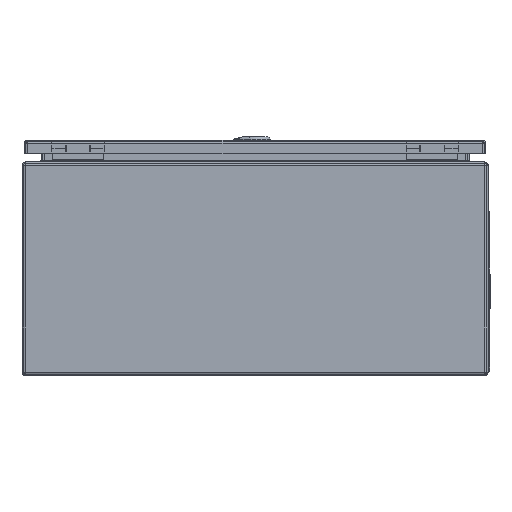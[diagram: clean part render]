
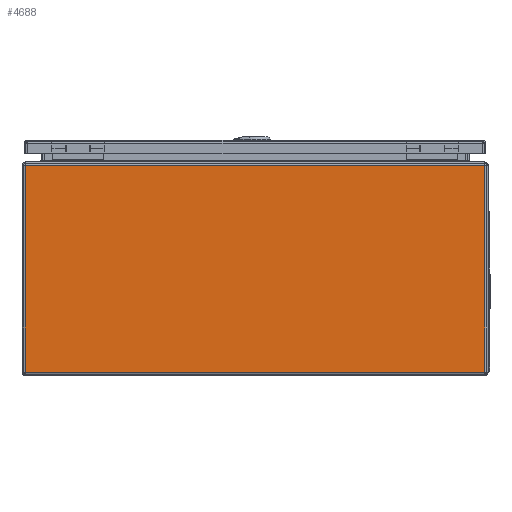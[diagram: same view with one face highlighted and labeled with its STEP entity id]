
A CAD part, left-side view. The second image highlights one B-rep face of the part: STEP entity #4688.
In plain terms, the highlighted planar face has unit normal (-1, 0, 0).
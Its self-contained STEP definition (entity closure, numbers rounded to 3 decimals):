
#4688=ADVANCED_FACE('',(#6070),#5665,.T.);
#5665=PLANE('',#19448);
#6070=FACE_OUTER_BOUND('',#6897,.T.);
#6897=EDGE_LOOP('',(#8415,#8416,#8417,#8418));
#8415=ORIENTED_EDGE('',*,*,#14812,.T.);
#8416=ORIENTED_EDGE('',*,*,#14813,.T.);
#8417=ORIENTED_EDGE('',*,*,#14814,.T.);
#8418=ORIENTED_EDGE('',*,*,#14815,.T.);
#13181=VERTEX_POINT('',#26438);
#13182=VERTEX_POINT('',#26439);
#13183=VERTEX_POINT('',#26441);
#13184=VERTEX_POINT('',#26443);
#14812=EDGE_CURVE('',#13181,#13182,#17158,.T.);
#14813=EDGE_CURVE('',#13182,#13183,#17159,.T.);
#14814=EDGE_CURVE('',#13183,#13184,#17160,.T.);
#14815=EDGE_CURVE('',#13184,#13181,#17161,.T.);
#17158=LINE('',#26437,#18308);
#17159=LINE('',#26440,#18309);
#17160=LINE('',#26442,#18310);
#17161=LINE('',#26444,#18311);
#18308=VECTOR('',#21492,1.);
#18309=VECTOR('',#21493,1.);
#18310=VECTOR('',#21494,1.);
#18311=VECTOR('',#21495,1.);
#19448=AXIS2_PLACEMENT_3D('',#26445,#21496,#21497);
#21492=DIRECTION('',(0.,1.,0.));
#21493=DIRECTION('',(0.,0.,-1.));
#21494=DIRECTION('',(0.,-1.,0.));
#21495=DIRECTION('',(0.,0.,1.));
#21496=DIRECTION('',(-1.,0.,0.));
#21497=DIRECTION('',(0.,0.,1.));
#26437=CARTESIAN_POINT('',(-500.,250.,225.5));
#26438=CARTESIAN_POINT('',(-500.,-246.5,225.5));
#26439=CARTESIAN_POINT('',(-500.,246.5,225.5));
#26440=CARTESIAN_POINT('',(-500.,246.5,229.));
#26441=CARTESIAN_POINT('',(-500.,246.5,3.5));
#26442=CARTESIAN_POINT('',(-500.,-250.,3.5));
#26443=CARTESIAN_POINT('',(-500.,-246.5,3.5));
#26444=CARTESIAN_POINT('',(-500.,-246.5,229.));
#26445=CARTESIAN_POINT('',(-500.,-250.,229.));
